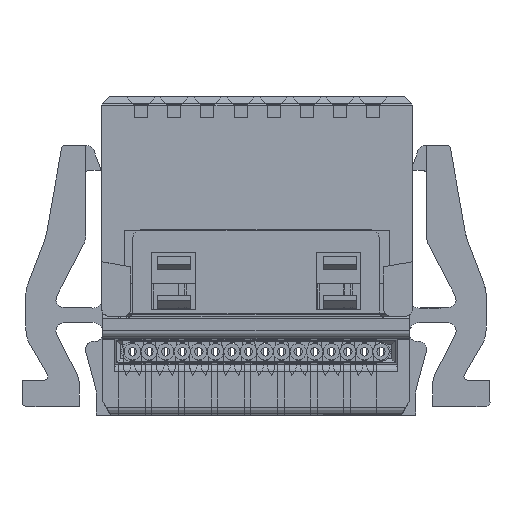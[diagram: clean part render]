
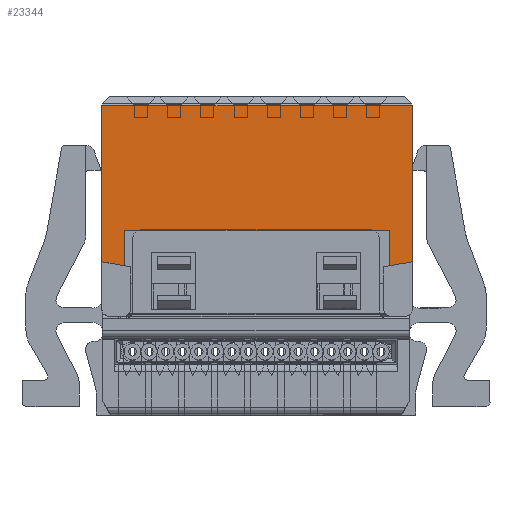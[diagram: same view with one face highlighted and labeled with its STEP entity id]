
A CAD part, front view. The second image highlights one B-rep face of the part: STEP entity #23344.
In plain terms, the highlighted planar face has unit normal (0, -1, 0).
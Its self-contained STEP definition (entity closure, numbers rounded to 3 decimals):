
#23294=AXIS2_PLACEMENT_3D('Plane Axis2P3D',#23291,#23292,#23293) ;
#16368=CARTESIAN_POINT('Vertex',(1.234,-134.956,9.429)) ;
#16371=CARTESIAN_POINT('Line Origine',(1.234,-134.956,6.439)) ;
#16375=CARTESIAN_POINT('Vertex',(1.234,-134.956,3.45)) ;
#16669=CARTESIAN_POINT('Vertex',(-10.676,-134.956,3.45)) ;
#16672=CARTESIAN_POINT('Line Origine',(-10.676,-134.956,6.439)) ;
#16676=CARTESIAN_POINT('Vertex',(-10.676,-134.956,9.429)) ;
#23291=CARTESIAN_POINT('Axis2P3D Location',(-10.92,-134.956,9.97)) ;
#23296=CARTESIAN_POINT('Line Origine',(-4.721,-134.956,9.429)) ;
#23301=CARTESIAN_POINT('Line Origine',(-10.236,-134.956,3.372)) ;
#23305=CARTESIAN_POINT('Vertex',(-9.796,-134.956,3.295)) ;
#23308=CARTESIAN_POINT('Line Origine',(-9.796,-134.956,3.972)) ;
#23312=CARTESIAN_POINT('Vertex',(-9.796,-134.956,4.65)) ;
#23315=CARTESIAN_POINT('Line Origine',(-4.721,-134.956,4.65)) ;
#23319=CARTESIAN_POINT('Vertex',(0.354,-134.956,4.65)) ;
#23322=CARTESIAN_POINT('Line Origine',(0.354,-134.956,3.972)) ;
#23326=CARTESIAN_POINT('Vertex',(0.354,-134.956,3.295)) ;
#23329=CARTESIAN_POINT('Line Origine',(0.794,-134.956,3.372)) ;
#16372=DIRECTION('Vector Direction',(0.,0.,1.)) ;
#16673=DIRECTION('Vector Direction',(0.,0.,-1.)) ;
#23292=DIRECTION('Axis2P3D Direction',(0.,-1.,0.)) ;
#23293=DIRECTION('Axis2P3D XDirection',(0.,0.,1.)) ;
#23297=DIRECTION('Vector Direction',(-1.,0.,0.)) ;
#23302=DIRECTION('Vector Direction',(0.985,0.,-0.174)) ;
#23309=DIRECTION('Vector Direction',(0.,0.,1.)) ;
#23316=DIRECTION('Vector Direction',(1.,0.,0.)) ;
#23323=DIRECTION('Vector Direction',(0.,0.,-1.)) ;
#23330=DIRECTION('Vector Direction',(0.985,0.,0.174)) ;
#16373=VECTOR('Line Direction',#16372,1.) ;
#16674=VECTOR('Line Direction',#16673,1.) ;
#23298=VECTOR('Line Direction',#23297,1.) ;
#23303=VECTOR('Line Direction',#23302,1.) ;
#23310=VECTOR('Line Direction',#23309,1.) ;
#23317=VECTOR('Line Direction',#23316,1.) ;
#23324=VECTOR('Line Direction',#23323,1.) ;
#23331=VECTOR('Line Direction',#23330,1.) ;
#23335=ORIENTED_EDGE('',*,*,#23300,.T.) ;
#23336=ORIENTED_EDGE('',*,*,#16678,.T.) ;
#23337=ORIENTED_EDGE('',*,*,#23307,.T.) ;
#23338=ORIENTED_EDGE('',*,*,#23314,.T.) ;
#23339=ORIENTED_EDGE('',*,*,#23321,.T.) ;
#23340=ORIENTED_EDGE('',*,*,#23328,.T.) ;
#23341=ORIENTED_EDGE('',*,*,#23333,.T.) ;
#23342=ORIENTED_EDGE('',*,*,#16377,.T.) ;
#23344=ADVANCED_FACE('1001\\DSC',(#23343),#23295,.T.) ;
#16377=EDGE_CURVE('',#16376,#16369,#16374,.T.) ;
#16678=EDGE_CURVE('',#16677,#16670,#16675,.T.) ;
#23300=EDGE_CURVE('',#16369,#16677,#23299,.T.) ;
#23307=EDGE_CURVE('',#16670,#23306,#23304,.T.) ;
#23314=EDGE_CURVE('',#23306,#23313,#23311,.T.) ;
#23321=EDGE_CURVE('',#23313,#23320,#23318,.T.) ;
#23328=EDGE_CURVE('',#23320,#23327,#23325,.T.) ;
#23333=EDGE_CURVE('',#23327,#16376,#23332,.T.) ;
#23334=EDGE_LOOP('',(#23335,#23336,#23337,#23338,#23339,#23340,#23341,#23342)) ;
#23343=FACE_OUTER_BOUND('',#23334,.T.) ;
#16374=LINE('Line',#16371,#16373) ;
#16675=LINE('Line',#16672,#16674) ;
#23299=LINE('Line',#23296,#23298) ;
#23304=LINE('Line',#23301,#23303) ;
#23311=LINE('Line',#23308,#23310) ;
#23318=LINE('Line',#23315,#23317) ;
#23325=LINE('Line',#23322,#23324) ;
#23332=LINE('Line',#23329,#23331) ;
#23295=PLANE('',#23294) ;
#16369=VERTEX_POINT('',#16368) ;
#16376=VERTEX_POINT('',#16375) ;
#16670=VERTEX_POINT('',#16669) ;
#16677=VERTEX_POINT('',#16676) ;
#23306=VERTEX_POINT('',#23305) ;
#23313=VERTEX_POINT('',#23312) ;
#23320=VERTEX_POINT('',#23319) ;
#23327=VERTEX_POINT('',#23326) ;
